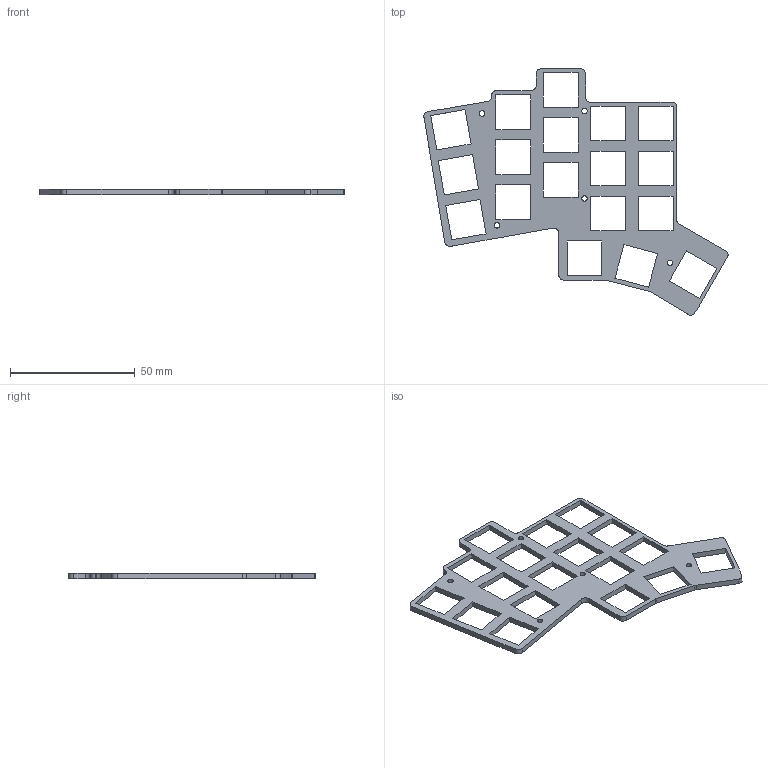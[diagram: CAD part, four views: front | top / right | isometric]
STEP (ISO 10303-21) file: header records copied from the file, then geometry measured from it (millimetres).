
FILE_DESCRIPTION(/* description */ ('STEP AP242','CAx-IF Rec.Pracs.---Representation and Presentation of Product Manufacturing Information (PMI)---4.0---2014-10-13','CAx-IF Rec.Pracs.---3D Tessellated Geometry---0.4---2014-09-14','2;1'),/* implementation_level */ '2;1');
FILE_NAME(/* name */ '6685975647d700679f720f93',/* time_stamp */ '2024-07-03T18:24:22Z',/* author */ (''),/* organization */ (''),/* preprocessor_version */ 'ST-DEVELOPER v20',/* originating_system */ ' ',/* authorisation */ ' ');
FILE_SCHEMA (('AP242_MANAGED_MODEL_BASED_3D_ENGINEERING_MIM_LF { 1 0 10303 442 1 1 4 }'));
Length unit declared in the file: metre
Products named in the file (2): split36_r2.0 1; split36_r2.0_PCB
Assembly tree (1 placements, depth 2):
  split36_r2.0 1
    split36_r2.0_PCB
Bounding box: 121.84 x 98.72 x 2.2 mm (x, y, z)
Volume: 7622.7 mm3; surface area: 10091.5 mm2
Topology: 1 solids, 1 shells, 119 faces, 371 edges, 254 vertices
Faces by surface type: plane 91, cylinder 28
Entity records: 4277 total; most frequent: CARTESIAN_POINT 782, ORIENTED_EDGE 742, DIRECTION 668, EDGE_CURVE 371, LINE 292, VECTOR 292, VERTEX_POINT 254, AXIS2_PLACEMENT_3D 188
